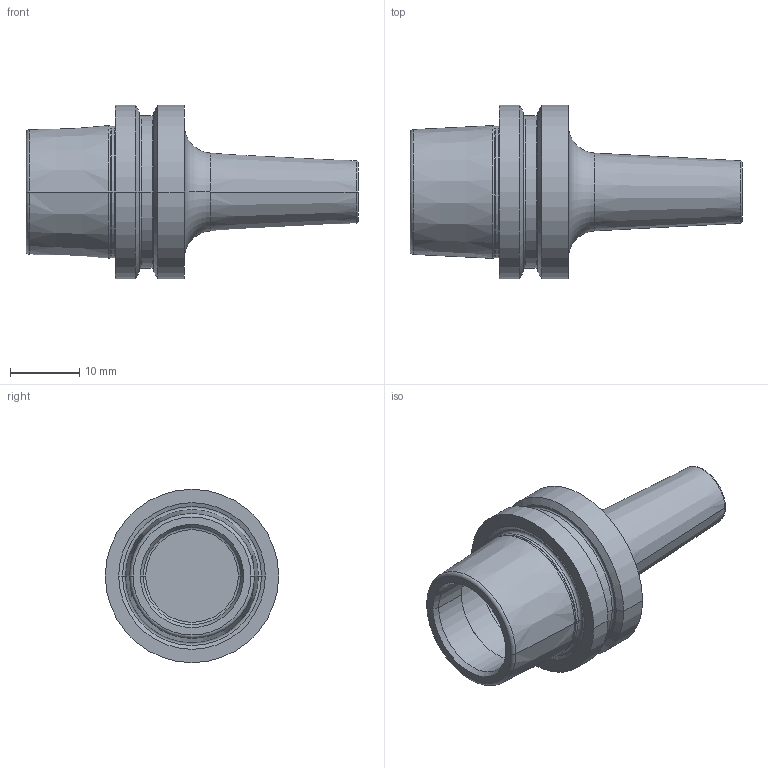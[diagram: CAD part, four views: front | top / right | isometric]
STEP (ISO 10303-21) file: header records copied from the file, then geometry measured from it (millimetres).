
FILE_DESCRIPTION((''),'2;1');
FILE_NAME('E25-185-03','2011-09-02T',('mei'),(''),'PRO/ENGINEER BY PARAMETRIC TECHNOLOGY CORPORATION, 2010430','PRO/ENGINEER BY PARAMETRIC TECHNOLOGY CORPORATION, 2010430','');
FILE_SCHEMA(('CONFIG_CONTROL_DESIGN'));
Length unit declared in the file: millimetre
Products named in the file (1): E25-185-03
Bounding box: 47.9 x 25 x 25 mm (x, y, z)
Volume: 6924.6 mm3; surface area: 4387.7 mm2
Topology: 1 solids, 1 shells, 60 faces, 118 edges, 66 vertices
Faces by surface type: torus 20, cone 16, cylinder 16, plane 8
Entity records: 1582 total; most frequent: DIRECTION 324, CARTESIAN_POINT 244, ORIENTED_EDGE 236, AXIS2_PLACEMENT_3D 146, EDGE_CURVE 118, CIRCLE 86, VERTEX_POINT 66, EDGE_LOOP 66
